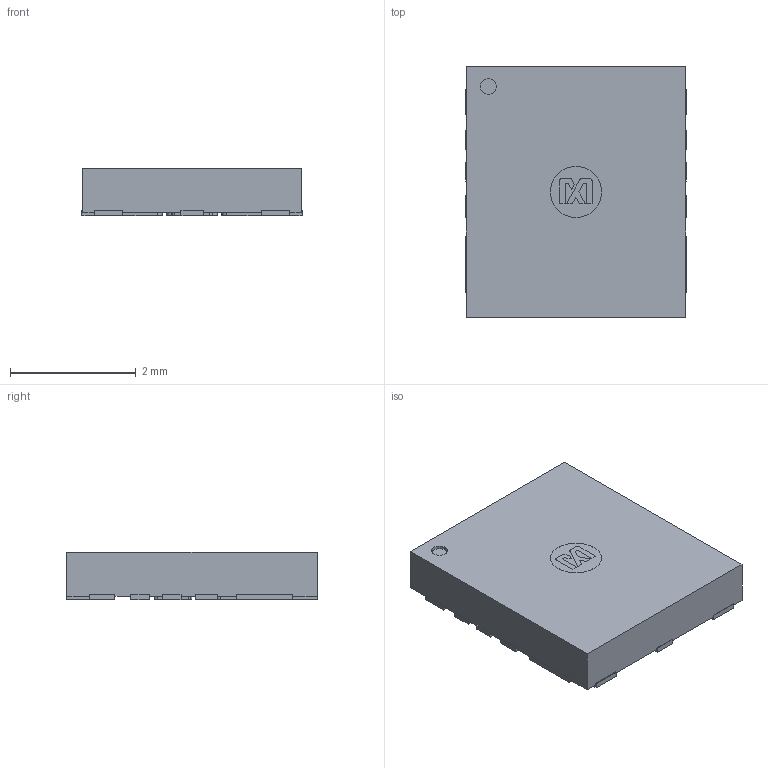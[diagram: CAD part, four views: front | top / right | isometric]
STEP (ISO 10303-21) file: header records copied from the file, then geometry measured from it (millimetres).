
FILE_DESCRIPTION (( 'STEP AP214' ), '1' );
FILE_NAME ('MAXIM_90-100150.STEP', '2019-09-06T00:32:06', ( '' ), ( '' ), 'SwSTEP 2.0', 'SolidWorks 2017', '' );
FILE_SCHEMA (( 'AUTOMOTIVE_DESIGN' ));
Length unit declared in the file: millimetre
Products named in the file (1): MAXIM_90-100150
Bounding box: 3.5 x 4 x 0.75 mm (x, y, z)
Volume: 10 mm3; surface area: 40.6 mm2
Topology: 1 solids, 1 shells, 207 faces, 600 edges, 400 vertices
Faces by surface type: plane 161, cylinder 46
Entity records: 8835 total; most frequent: CARTESIAN_POINT 1208, ORIENTED_EDGE 1200, DIRECTION 1108, EDGE_CURVE 600, VECTOR 508, LINE 508, VERTEX_POINT 400, AXIS2_PLACEMENT_3D 300
